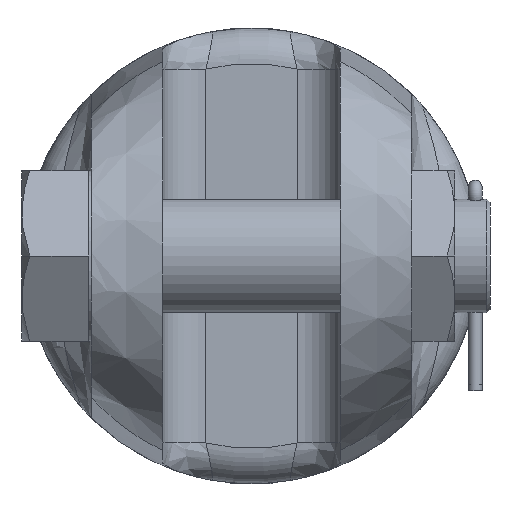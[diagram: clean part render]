
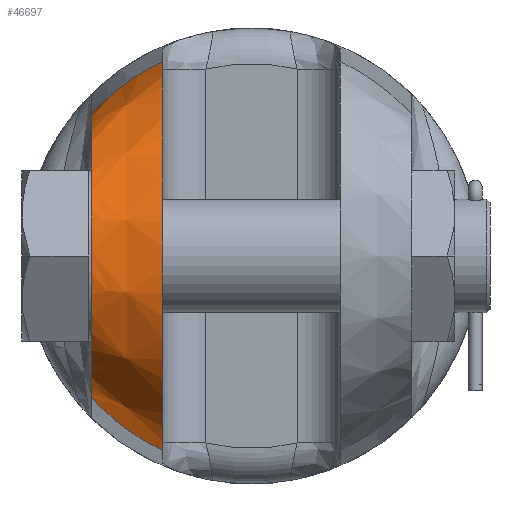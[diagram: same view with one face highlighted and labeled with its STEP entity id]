
A CAD part, front view. The second image highlights one B-rep face of the part: STEP entity #46697.
In plain terms, the highlighted free-form (B-spline) face has degree [3, 3] with [10, 6] control points.
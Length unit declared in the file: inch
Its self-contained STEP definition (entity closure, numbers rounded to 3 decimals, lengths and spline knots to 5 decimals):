
#42737=CARTESIAN_POINT('',(-1.15205,-2.99,1.47932));
#42738=CARTESIAN_POINT('',(-1.1367,-2.99,1.49128));
#42739=CARTESIAN_POINT('',(-1.01302,-2.99,1.5845));
#42740=CARTESIAN_POINT('',(-0.88933,-2.99,1.65497));
#42741=CARTESIAN_POINT('',(-0.781,-2.99,1.7046));
#42746=CARTESIAN_POINT('',(-1.406,-2.99,1.24048));
#42747=CARTESIAN_POINT('',(-1.358,-2.99,1.29488));
#42748=CARTESIAN_POINT('',(-1.27335,-2.99,1.37982));
#42749=CARTESIAN_POINT('',(-1.1887,-2.99,1.45078));
#42750=CARTESIAN_POINT('',(-1.15205,-2.99,1.47932));
#42762=CARTESIAN_POINT('',(-1.406,-2.99,-1.24048));
#42763=CARTESIAN_POINT('',(-1.406,-3.18772,-1.26087));
#42764=CARTESIAN_POINT('',(-1.406,-3.59288,-1.20528));
#42765=CARTESIAN_POINT('',(-1.406,-4.09426,-0.85154));
#42766=CARTESIAN_POINT('',(-1.406,-4.37658,-0.30679));
#42767=CARTESIAN_POINT('',(-1.406,-4.37658,0.30679));
#42768=CARTESIAN_POINT('',(-1.406,-4.09426,0.85154));
#42769=CARTESIAN_POINT('',(-1.406,-3.59288,1.20528));
#42770=CARTESIAN_POINT('',(-1.406,-3.18772,1.26087));
#42771=CARTESIAN_POINT('',(-1.406,-2.99,1.24048));
#43410=CARTESIAN_POINT('',(-1.15205,-2.99,
-1.47932));
#43411=CARTESIAN_POINT('',(-1.1367,-2.99,
-1.49128));
#43412=CARTESIAN_POINT('',(-1.01302,-2.99,
-1.5845));
#43413=CARTESIAN_POINT('',(-0.88933,-2.99,-1.65497));
#43414=CARTESIAN_POINT('',(-0.781,-2.99,-1.7046));
#43419=CARTESIAN_POINT('',(-1.406,-2.99,-1.24048));
#43420=CARTESIAN_POINT('',(-1.358,-2.99,-1.29488));
#43421=CARTESIAN_POINT('',(-1.27335,-2.99,
-1.37982));
#43422=CARTESIAN_POINT('',(-1.1887,-2.99,
-1.45078));
#43423=CARTESIAN_POINT('',(-1.15205,-2.99,
-1.47932));
#43435=CARTESIAN_POINT('',(-0.781,-2.99,-1.7046));
#43436=CARTESIAN_POINT('',(-0.781,-3.21039,-1.65688));
#43437=CARTESIAN_POINT('',(-0.781,-3.63233,-1.4749));
#43438=CARTESIAN_POINT('',(-0.781,-4.11504,-0.98278));
#43439=CARTESIAN_POINT('',(-0.781,-4.37576,-0.34466));
#43440=CARTESIAN_POINT('',(-0.781,-4.37576,0.34466));
#43441=CARTESIAN_POINT('',(-0.781,-4.11504,0.98278));
#43442=CARTESIAN_POINT('',(-0.781,-3.63233,1.4749));
#43443=CARTESIAN_POINT('',(-0.781,-3.21039,1.65688));
#43444=CARTESIAN_POINT('',(-0.781,-2.99,1.7046));
#45151=VERTEX_POINT('',#42762);
#45152=VERTEX_POINT('',#42771);
#45153=VERTEX_POINT('',#43435);
#45154=VERTEX_POINT('',#43444);
#45155=VERTEX_POINT('',#42750);
#45156=VERTEX_POINT('',#43423);
#46627=CARTESIAN_POINT('',(-1.41118,-2.94865,
-1.22941));
#46628=CARTESIAN_POINT('',(-1.36145,-2.94784,
-1.28807));
#46629=CARTESIAN_POINT('',(-1.25973,-2.94655,
-1.39375));
#46630=CARTESIAN_POINT('',(-1.04758,-2.94473,
-1.57055));
#46631=CARTESIAN_POINT('',(-0.88516,-2.94397,
-1.66532));
#46632=CARTESIAN_POINT('',(-0.77474,-2.94357,
-1.71692));
#46633=CARTESIAN_POINT('',(-1.41118,-3.15891,
-1.25944));
#46634=CARTESIAN_POINT('',(-1.36145,-3.16241,
-1.30869));
#46635=CARTESIAN_POINT('',(-1.25973,-3.16797,
-1.39767));
#46636=CARTESIAN_POINT('',(-1.04758,-3.17582,
-1.54724));
#46637=CARTESIAN_POINT('',(-0.88516,-3.17911,
-1.62794));
#46638=CARTESIAN_POINT('',(-0.77474,-3.18083,
-1.67194));
#46639=CARTESIAN_POINT('',(-1.41118,-3.5805,
-1.21022));
#46640=CARTESIAN_POINT('',(-1.36145,-3.58713,
-1.24218));
#46641=CARTESIAN_POINT('',(-1.25973,-3.59757,
-1.30091));
#46642=CARTESIAN_POINT('',(-1.04758,-3.61211,
-1.40174));
#46643=CARTESIAN_POINT('',(-0.88516,-3.61812,
-1.45755));
#46644=CARTESIAN_POINT('',(-0.77474,-3.62124,
-1.48812));
#46645=CARTESIAN_POINT('',(-1.41118,-4.0939,
-0.85008));
#46646=CARTESIAN_POINT('',(-1.36145,-4.0974,
-0.8642));
#46647=CARTESIAN_POINT('',(-1.25973,-4.10287,
-0.89125));
#46648=CARTESIAN_POINT('',(-1.04758,-4.11044,
-0.93985));
#46649=CARTESIAN_POINT('',(-0.88516,-4.11353,
-0.96809));
#46650=CARTESIAN_POINT('',(-0.77474,-4.11513,
-0.98367));
#46651=CARTESIAN_POINT('',(-1.41118,-4.3766,
-0.3064));
#46652=CARTESIAN_POINT('',(-1.36145,-4.37646,
-0.31015));
#46653=CARTESIAN_POINT('',(-1.25973,-4.37624,
-0.31766));
#46654=CARTESIAN_POINT('',(-1.04758,-4.37594,
-0.33172));
#46655=CARTESIAN_POINT('',(-0.88516,-4.37582,
-0.34022));
#46656=CARTESIAN_POINT('',(-0.77474,-4.37575,
-0.34493));
#46657=CARTESIAN_POINT('',(-1.41118,-4.3766,
0.3064));
#46658=CARTESIAN_POINT('',(-1.36145,-4.37646,
0.31015));
#46659=CARTESIAN_POINT('',(-1.25973,-4.37624,
0.31766));
#46660=CARTESIAN_POINT('',(-1.04758,-4.37594,
0.33172));
#46661=CARTESIAN_POINT('',(-0.88516,-4.37582,
0.34022));
#46662=CARTESIAN_POINT('',(-0.77474,-4.37575,
0.34493));
#46663=CARTESIAN_POINT('',(-1.41118,-4.0939,
0.85008));
#46664=CARTESIAN_POINT('',(-1.36145,-4.0974,
0.8642));
#46665=CARTESIAN_POINT('',(-1.25973,-4.10287,
0.89125));
#46666=CARTESIAN_POINT('',(-1.04758,-4.11044,
0.93985));
#46667=CARTESIAN_POINT('',(-0.88516,-4.11353,
0.96809));
#46668=CARTESIAN_POINT('',(-0.77474,-4.11513,
0.98367));
#46669=CARTESIAN_POINT('',(-1.41118,-3.5805,
1.21022));
#46670=CARTESIAN_POINT('',(-1.36145,-3.58713,
1.24218));
#46671=CARTESIAN_POINT('',(-1.25973,-3.59757,
1.30091));
#46672=CARTESIAN_POINT('',(-1.04758,-3.61211,
1.40174));
#46673=CARTESIAN_POINT('',(-0.88516,-3.61811,
1.45755));
#46674=CARTESIAN_POINT('',(-0.77474,-3.62124,
1.48812));
#46675=CARTESIAN_POINT('',(-1.41118,-3.15891,
1.25944));
#46676=CARTESIAN_POINT('',(-1.36145,-3.1624,
1.30869));
#46677=CARTESIAN_POINT('',(-1.25973,-3.16797,
1.39767));
#46678=CARTESIAN_POINT('',(-1.04758,-3.17582,
1.54724));
#46679=CARTESIAN_POINT('',(-0.88516,-3.17911,
1.62794));
#46680=CARTESIAN_POINT('',(-0.77474,-3.18083,
1.67194));
#46681=CARTESIAN_POINT('',(-1.41118,-2.94864,
1.22941));
#46682=CARTESIAN_POINT('',(-1.36145,-2.94783,
1.28807));
#46683=CARTESIAN_POINT('',(-1.25973,-2.94654,
1.39375));
#46684=CARTESIAN_POINT('',(-1.04758,-2.94472,
1.57055));
#46685=CARTESIAN_POINT('',(-0.88516,-2.94396,
1.66532));
#46686=CARTESIAN_POINT('',(-0.77474,-2.94356,
1.71692));
#46687=B_SPLINE_SURFACE_WITH_KNOTS('',3,3,((#46627,#46628,#46629,#46630,#46631,
#46632),(#46633,#46634,#46635,#46636,#46637,#46638),(#46639,#46640,#46641,
#46642,#46643,#46644),(#46645,#46646,#46647,#46648,#46649,#46650),(#46651,
#46652,#46653,#46654,#46655,#46656),(#46657,#46658,#46659,#46660,#46661,#46662),
(#46663,#46664,#46665,#46666,#46667,#46668),(#46669,#46670,#46671,#46672,#46673,
#46674),(#46675,#46676,#46677,#46678,#46679,#46680),(#46681,#46682,#46683,
#46684,#46685,#46686)),.UNSPECIFIED.,.F.,.F.,.F.,(4,1,1,1,1,1,1,4),(4,1,1,4),(
-0.01,0.14286,0.28571,0.42857,
0.57143,0.71429,0.85714,1.01),(
-0.00828,0.2304,0.48,1.01001),.UNSPECIFIED.);
#46688=ORIENTED_EDGE('',*,*,#46065,.T.);
#46689=ORIENTED_EDGE('',*,*,#46052,.T.);
#46690=ORIENTED_EDGE('',*,*,#46050,.T.);
#46692=ORIENTED_EDGE('',*,*,#46691,.F.);
#46693=ORIENTED_EDGE('',*,*,#46242,.F.);
#46694=ORIENTED_EDGE('',*,*,#46240,.F.);
#46695=EDGE_LOOP('',(#46688,#46689,#46690,#46692,#46693,#46694));
#46696=FACE_OUTER_BOUND('',#46695,.F.);
#42742=B_SPLINE_CURVE_WITH_KNOTS('',3,(#42737,#42738,#42739,#42740,#42741),
.UNSPECIFIED.,.F.,.F.,(4,1,4),(0.,0.1241,1.),.UNSPECIFIED.);
#42751=B_SPLINE_CURVE_WITH_KNOTS('',3,(#42746,#42747,#42748,#42749,#42750),
.UNSPECIFIED.,.F.,.F.,(4,1,4),(0.,0.56703,1.),.UNSPECIFIED.);
#42772=B_SPLINE_CURVE_WITH_KNOTS('',3,(#42762,#42763,#42764,#42765,#42766,
#42767,#42768,#42769,#42770,#42771),.UNSPECIFIED.,.F.,.F.,(4,1,1,1,1,1,1,4),(
0.,0.14286,0.28571,0.42857,0.57143,
0.71429,0.85714,1.),.UNSPECIFIED.);
#43415=B_SPLINE_CURVE_WITH_KNOTS('',3,(#43410,#43411,#43412,#43413,#43414),
.UNSPECIFIED.,.F.,.F.,(4,1,4),(0.,0.1241,1.),.UNSPECIFIED.);
#43424=B_SPLINE_CURVE_WITH_KNOTS('',3,(#43419,#43420,#43421,#43422,#43423),
.UNSPECIFIED.,.F.,.F.,(4,1,4),(0.,0.56703,1.),.UNSPECIFIED.);
#43445=B_SPLINE_CURVE_WITH_KNOTS('',3,(#43435,#43436,#43437,#43438,#43439,
#43440,#43441,#43442,#43443,#43444),.UNSPECIFIED.,.F.,.F.,(4,1,1,1,1,1,1,4),(
0.,0.14286,0.28571,0.42857,0.57143,
0.71429,0.85714,1.),.UNSPECIFIED.);
#46050=EDGE_CURVE('',#45155,#45154,#42742,.T.);
#46052=EDGE_CURVE('',#45152,#45155,#42751,.T.);
#46065=EDGE_CURVE('',#45151,#45152,#42772,.T.);
#46240=EDGE_CURVE('',#45151,#45156,#43424,.T.);
#46242=EDGE_CURVE('',#45156,#45153,#43415,.T.);
#46691=EDGE_CURVE('',#45153,#45154,#43445,.T.);
#46697=ADVANCED_FACE('',(#46696),#46687,.F.);
